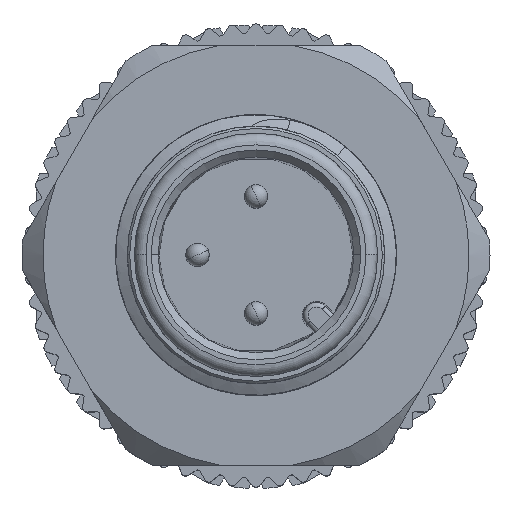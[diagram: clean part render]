
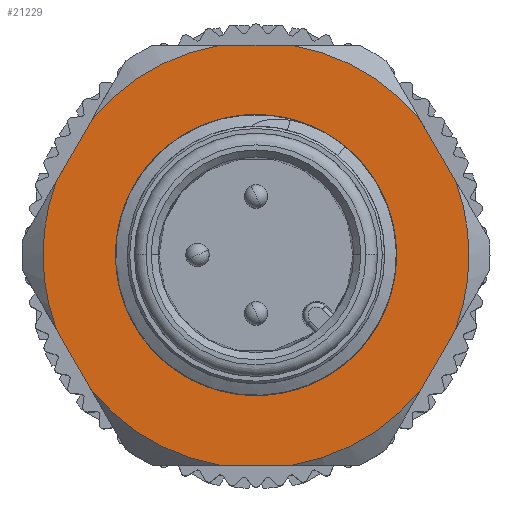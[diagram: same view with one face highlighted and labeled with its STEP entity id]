
A CAD part, top view. The second image highlights one B-rep face of the part: STEP entity #21229.
In plain terms, the highlighted planar face has unit normal (0, 0, 1).
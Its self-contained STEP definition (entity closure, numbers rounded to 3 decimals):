
#1197=CARTESIAN_POINT('',(0.,0.,-9.1));
#1198=DIRECTION('',(0.,0.,-1.));
#1199=DIRECTION('',(1.,0.001,0.));
#1200=AXIS2_PLACEMENT_3D('',#1197,#1198,#1199);
#1217=CARTESIAN_POINT('',(0.,0.,-9.1));
#1218=DIRECTION('',(0.,0.,-1.));
#1219=DIRECTION('',(0.938,0.346,0.));
#1220=AXIS2_PLACEMENT_3D('',#1217,#1218,#1219);
#1222=CARTESIAN_POINT('',(0.,0.,-9.1));
#1223=DIRECTION('',(0.,0.,-1.));
#1224=DIRECTION('',(1.,0.,0.));
#1225=AXIS2_PLACEMENT_3D('',#1222,#1223,#1224);
#1227=DIRECTION('',(-0.5,-0.866,0.));
#1228=VECTOR('',#1227,3.081);
#1229=CARTESIAN_POINT('',(8.539,-3.151,-9.1));
#1230=LINE('',#1229,#1228);
#1231=CARTESIAN_POINT('',(0.,0.,-9.1));
#1232=DIRECTION('',(0.,0.,-1.));
#1233=DIRECTION('',(0.769,-0.639,0.));
#1234=AXIS2_PLACEMENT_3D('',#1231,#1232,#1233);
#1236=DIRECTION('',(-1.,0.,0.));
#1237=VECTOR('',#1236,3.081);
#1238=CARTESIAN_POINT('',(1.541,-8.97,-9.1));
#1239=LINE('',#1238,#1237);
#1240=CARTESIAN_POINT('',(0.,0.,-9.1));
#1241=DIRECTION('',(0.,0.,-1.));
#1242=DIRECTION('',(-0.169,-0.986,0.));
#1243=AXIS2_PLACEMENT_3D('',#1240,#1241,#1242);
#1245=DIRECTION('',(-0.5,0.866,0.));
#1246=VECTOR('',#1245,3.081);
#1247=CARTESIAN_POINT('',(-6.998,-5.819,-9.1));
#1248=LINE('',#1247,#1246);
#1249=CARTESIAN_POINT('',(0.,0.,-9.1));
#1250=DIRECTION('',(0.,0.,-1.));
#1251=DIRECTION('',(-0.938,-0.346,0.));
#1252=AXIS2_PLACEMENT_3D('',#1249,#1250,#1251);
#1254=CARTESIAN_POINT('',(0.,0.,-9.1));
#1255=DIRECTION('',(0.,0.,-1.));
#1256=DIRECTION('',(-1.,0.,0.));
#1257=AXIS2_PLACEMENT_3D('',#1254,#1255,#1256);
#1259=DIRECTION('',(0.5,0.866,0.));
#1260=VECTOR('',#1259,3.081);
#1261=CARTESIAN_POINT('',(-8.539,3.151,-9.1));
#1262=LINE('',#1261,#1260);
#1263=CARTESIAN_POINT('',(0.,0.,-9.1));
#1264=DIRECTION('',(0.,0.,-1.));
#1265=DIRECTION('',(-0.769,0.639,0.));
#1266=AXIS2_PLACEMENT_3D('',#1263,#1264,#1265);
#1268=DIRECTION('',(1.,0.,0.));
#1269=VECTOR('',#1268,3.081);
#1270=CARTESIAN_POINT('',(-1.541,8.97,-9.1));
#1271=LINE('',#1270,#1269);
#1272=CARTESIAN_POINT('',(0.,0.,-9.1));
#1273=DIRECTION('',(0.,0.,-1.));
#1274=DIRECTION('',(0.169,0.986,0.));
#1275=AXIS2_PLACEMENT_3D('',#1272,#1273,#1274);
#1277=DIRECTION('',(0.5,-0.866,0.));
#1278=VECTOR('',#1277,3.081);
#1279=CARTESIAN_POINT('',(6.998,5.819,-9.1));
#1280=LINE('',#1279,#1278);
#1281=CARTESIAN_POINT('',(0.,0.,-9.1));
#1282=DIRECTION('',(0.,0.,1.));
#1283=DIRECTION('',(-1.,-0.001,0.));
#1284=AXIS2_PLACEMENT_3D('',#1281,#1282,#1283);
#1286=CARTESIAN_POINT('',(0.,0.,-9.1));
#1287=DIRECTION('',(0.,0.,1.));
#1288=DIRECTION('',(1.,0.001,0.));
#1289=AXIS2_PLACEMENT_3D('',#1286,#1287,#1288);
#15429=CARTESIAN_POINT('',(0.,0.,-9.1));
#15430=DIRECTION('',(0.,0.,-1.));
#15431=DIRECTION('',(-1.,-0.001,0.));
#15432=AXIS2_PLACEMENT_3D('',#15429,#15430,#15431);
#15906=CARTESIAN_POINT('',(6.,0.003,-9.1));
#15907=CARTESIAN_POINT('',(6.,-0.051,-9.1));
#15908=VERTEX_POINT('',#15906);
#15909=VERTEX_POINT('',#15907);
#15910=CARTESIAN_POINT('',(-6.,-0.003,-9.1));
#15911=VERTEX_POINT('',#15910);
#15912=CARTESIAN_POINT('',(8.539,3.151,-9.1));
#15913=CARTESIAN_POINT('',(9.101,0.,-9.1));
#15914=VERTEX_POINT('',#15912);
#15915=VERTEX_POINT('',#15913);
#15916=CARTESIAN_POINT('',(8.539,-3.151,-9.1));
#15917=VERTEX_POINT('',#15916);
#15918=CARTESIAN_POINT('',(6.998,-5.819,-9.1));
#15919=VERTEX_POINT('',#15918);
#15920=CARTESIAN_POINT('',(1.541,-8.97,-9.1));
#15921=VERTEX_POINT('',#15920);
#15922=CARTESIAN_POINT('',(-1.541,-8.97,-9.1));
#15923=VERTEX_POINT('',#15922);
#15924=CARTESIAN_POINT('',(-6.998,-5.819,-9.1));
#15925=VERTEX_POINT('',#15924);
#15926=CARTESIAN_POINT('',(-8.539,-3.151,-9.1));
#15927=VERTEX_POINT('',#15926);
#15928=CARTESIAN_POINT('',(-9.101,0.,-9.1));
#15929=VERTEX_POINT('',#15928);
#15930=CARTESIAN_POINT('',(-8.539,3.151,-9.1));
#15931=VERTEX_POINT('',#15930);
#15932=CARTESIAN_POINT('',(-6.998,5.819,-9.1));
#15933=VERTEX_POINT('',#15932);
#15934=CARTESIAN_POINT('',(-1.541,8.97,-9.1));
#15935=VERTEX_POINT('',#15934);
#15936=CARTESIAN_POINT('',(1.541,8.97,-9.1));
#15937=VERTEX_POINT('',#15936);
#15938=CARTESIAN_POINT('',(6.998,5.819,-9.1));
#15939=VERTEX_POINT('',#15938);
#15940=CARTESIAN_POINT('',(-6.,0.051,-9.1));
#15941=VERTEX_POINT('',#15940);
#21186=CARTESIAN_POINT('',(0.,0.,-9.1));
#21187=DIRECTION('',(0.,0.,1.));
#21188=DIRECTION('',(-1.,0.,0.));
#21189=AXIS2_PLACEMENT_3D('',#21186,#21187,#21188);
#21190=PLANE('',#21189);
#21192=ORIENTED_EDGE('',*,*,#21191,.T.);
#21194=ORIENTED_EDGE('',*,*,#21193,.T.);
#21196=ORIENTED_EDGE('',*,*,#21195,.T.);
#21198=ORIENTED_EDGE('',*,*,#21197,.T.);
#21200=ORIENTED_EDGE('',*,*,#21199,.T.);
#21202=ORIENTED_EDGE('',*,*,#21201,.T.);
#21204=ORIENTED_EDGE('',*,*,#21203,.T.);
#21206=ORIENTED_EDGE('',*,*,#21205,.T.);
#21208=ORIENTED_EDGE('',*,*,#21207,.T.);
#21210=ORIENTED_EDGE('',*,*,#21209,.T.);
#21212=ORIENTED_EDGE('',*,*,#21211,.T.);
#21214=ORIENTED_EDGE('',*,*,#21213,.T.);
#21216=ORIENTED_EDGE('',*,*,#21215,.T.);
#21218=ORIENTED_EDGE('',*,*,#21217,.T.);
#21219=EDGE_LOOP('',(#21192,#21194,#21196,#21198,#21200,#21202,#21204,#21206,
#21208,#21210,#21212,#21214,#21216,#21218));
#21220=FACE_OUTER_BOUND('',#21219,.F.);
#21221=ORIENTED_EDGE('',*,*,#21175,.T.);
#21222=ORIENTED_EDGE('',*,*,#21173,.F.);
#21224=ORIENTED_EDGE('',*,*,#21223,.T.);
#21226=ORIENTED_EDGE('',*,*,#21225,.F.);
#21227=EDGE_LOOP('',(#21221,#21222,#21224,#21226));
#21228=FACE_BOUND('',#21227,.F.);
#21229=ADVANCED_FACE('',(#21220,#21228),#21190,.T.);
#1201=CIRCLE('',#1200,6.);
#1221=CIRCLE('',#1220,9.101);
#1226=CIRCLE('',#1225,9.101);
#1235=CIRCLE('',#1234,9.101);
#1244=CIRCLE('',#1243,9.101);
#1253=CIRCLE('',#1252,9.101);
#1258=CIRCLE('',#1257,9.101);
#1267=CIRCLE('',#1266,9.101);
#1276=CIRCLE('',#1275,9.101);
#1285=CIRCLE('',#1284,6.);
#1290=CIRCLE('',#1289,6.);
#15433=CIRCLE('',#15432,6.);
#21173=EDGE_CURVE('',#15908,#15909,#1201,.T.);
#21175=EDGE_CURVE('',#15911,#15909,#1285,.T.);
#21191=EDGE_CURVE('',#15914,#15915,#1221,.T.);
#21193=EDGE_CURVE('',#15915,#15917,#1226,.T.);
#21195=EDGE_CURVE('',#15917,#15919,#1230,.T.);
#21197=EDGE_CURVE('',#15919,#15921,#1235,.T.);
#21199=EDGE_CURVE('',#15921,#15923,#1239,.T.);
#21201=EDGE_CURVE('',#15923,#15925,#1244,.T.);
#21203=EDGE_CURVE('',#15925,#15927,#1248,.T.);
#21205=EDGE_CURVE('',#15927,#15929,#1253,.T.);
#21207=EDGE_CURVE('',#15929,#15931,#1258,.T.);
#21209=EDGE_CURVE('',#15931,#15933,#1262,.T.);
#21211=EDGE_CURVE('',#15933,#15935,#1267,.T.);
#21213=EDGE_CURVE('',#15935,#15937,#1271,.T.);
#21215=EDGE_CURVE('',#15937,#15939,#1276,.T.);
#21217=EDGE_CURVE('',#15939,#15914,#1280,.T.);
#21223=EDGE_CURVE('',#15908,#15941,#1290,.T.);
#21225=EDGE_CURVE('',#15911,#15941,#15433,.T.);
